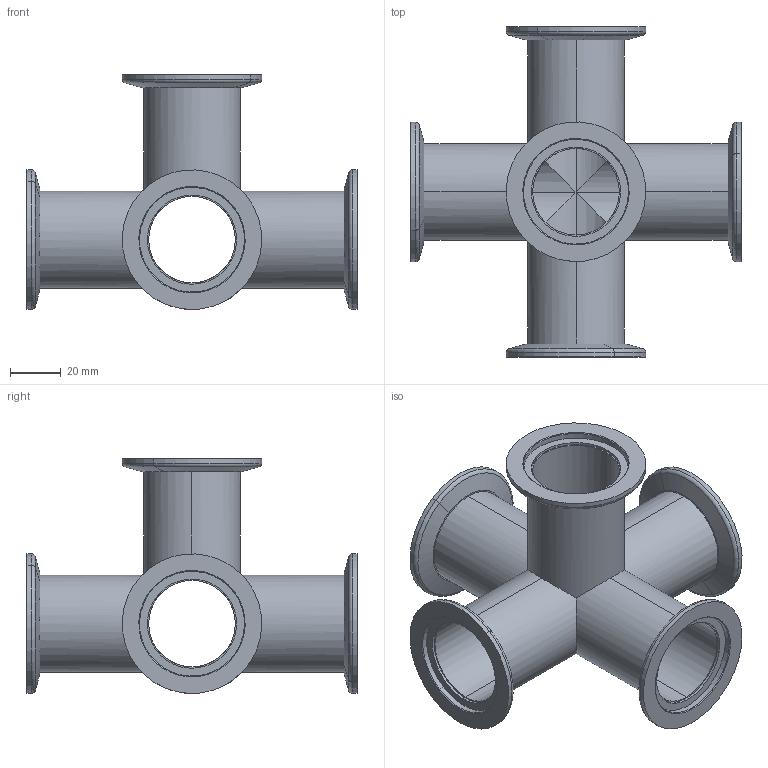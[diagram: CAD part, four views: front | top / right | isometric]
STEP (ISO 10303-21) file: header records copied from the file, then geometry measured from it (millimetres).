
FILE_DESCRIPTION (( 'STEP AP214' ), '1' );
FILE_NAME ('Hositrad_KX5-40-38.STEP', '2017-06-08T07:14:47', ( 'Gebruiker' ), ( '' ), 'SwSTEP 2.0', 'SolidWorks 2017', '' );
FILE_SCHEMA (( 'AUTOMOTIVE_DESIGN' ));
Length unit declared in the file: millimetre
Products named in the file (3): KF40-38WS; KX5-Tube-All_KT40-38; Hositrad_KX5-40-38
Assembly tree (6 placements, depth 2):
  Hositrad_KX5-40-38
    KX5-Tube-All_KT40-38
    KF40-38WS  x5
Bounding box: 130 x 130 x 92.46 mm (x, y, z)
Volume: 76556.2 mm3; surface area: 74152.2 mm2
Topology: 6 solids, 6 shells, 115 faces, 244 edges, 148 vertices
Faces by surface type: cylinder 60, plane 25, cone 20, torus 10
Entity records: 1380 total; most frequent: CARTESIAN_POINT 284, DIRECTION 224, ORIENTED_EDGE 200, EDGE_CURVE 100, AXIS2_PLACEMENT_3D 96, VERTEX_POINT 60, EDGE_LOOP 52, CIRCLE 44
